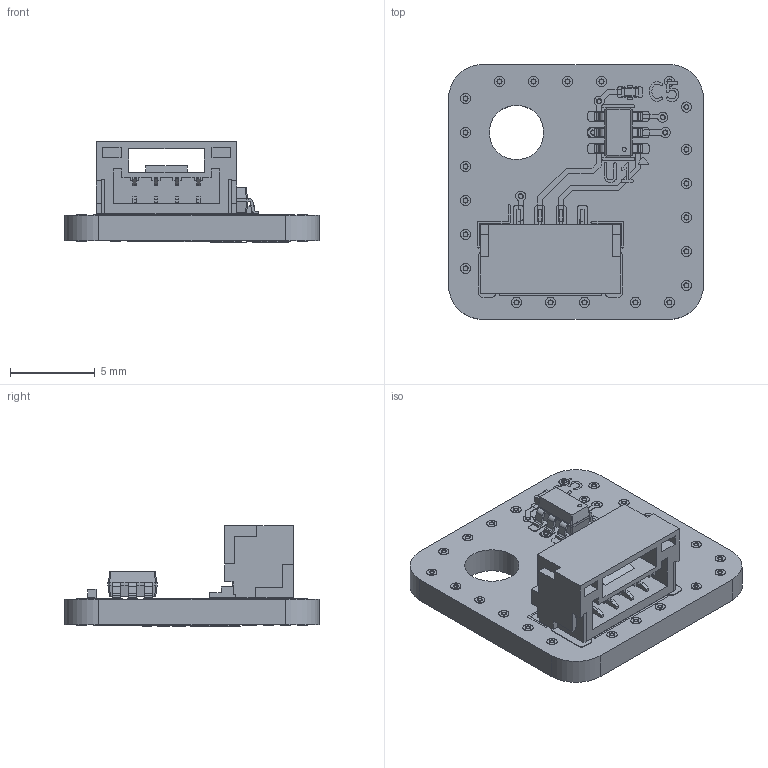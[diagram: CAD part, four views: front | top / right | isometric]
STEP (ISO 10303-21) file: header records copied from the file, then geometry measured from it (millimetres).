
FILE_DESCRIPTION(('KiCad electronic assembly'),'2;1');
FILE_NAME('temperature.step','2025-11-24T08:27:26',('Pcbnew'),('Kicad'), 'Open CASCADE STEP processor 7.8','KiCad to STEP converter','Unknown' );
FILE_SCHEMA(('AUTOMOTIVE_DESIGN { 1 0 10303 214 1 1 1 1 }'));
Length unit declared in the file: millimetre
Products named in the file (10): temperature 1; C_0402_1005Metric; SOT-23-6; JST_GH_SM04B-GHS-TB_1x04-1MP_P1.25mm_Horizontal; temperature_copper; temperature_pad; temperature_via; temperature_silkscreen; temperature_PCB
Assembly tree (9 placements, depth 2):
  temperature 1
    C_0402_1005Metric
    SOT-23-6
    JST_GH_SM04B-GHS-TB_1x04-1MP_P1.25mm_Horizontal
    temperature_copper
    temperature_pad
    temperature_via
    temperature_silkscreen
    temperature_silkscreen
    temperature_PCB
Bounding box: 15 x 15 x 5.92 mm (x, y, z)
Volume: 415.9 mm3; surface area: 1035 mm2
Topology: 109 solids, 131 shells, 1052 faces, 2639 edges, 1839 vertices
Faces by surface type: plane 747, cylinder 289, bspline 16
Full cylindrical faces by diameter (mm): 0.25 x29, 0.275 x56, 0.3 x28, 0.6 x46, 3.2 x1
Entity records: 35393 total; most frequent: CARTESIAN_POINT 5612, DIRECTION 5390, ORIENTED_EDGE 5000, EDGE_CURVE 2639, LINE 1932, VECTOR 1932, VERTEX_POINT 1839, AXIS2_PLACEMENT_3D 1729
